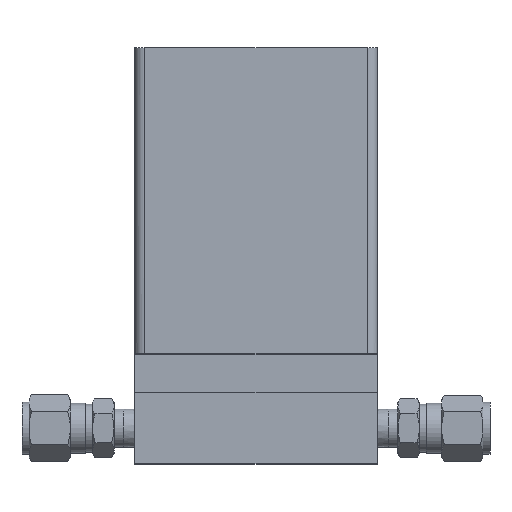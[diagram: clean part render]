
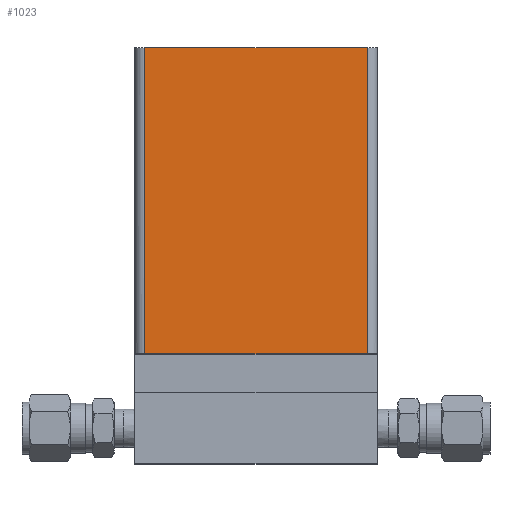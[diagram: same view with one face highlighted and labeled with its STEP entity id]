
A CAD part, top view. The second image highlights one B-rep face of the part: STEP entity #1023.
In plain terms, the highlighted planar face has unit normal (0, 0, 1).
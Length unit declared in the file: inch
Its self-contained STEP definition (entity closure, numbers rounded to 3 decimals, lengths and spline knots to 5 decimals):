
#57=DIRECTION('',(0.,-1.,0.));
#58=VECTOR('',#57,2.992);
#59=CARTESIAN_POINT('',(-1.0875,4.067,0.525));
#60=LINE('',#59,#58);
#61=DIRECTION('',(0.,-1.,0.));
#62=VECTOR('',#61,2.992);
#63=CARTESIAN_POINT('',(1.0875,4.067,0.525));
#64=LINE('',#63,#62);
#65=DIRECTION('',(1.,0.,0.));
#66=VECTOR('',#65,2.175);
#67=CARTESIAN_POINT('',(-1.0875,1.075,0.525));
#68=LINE('',#67,#66);
#459=DIRECTION('',(1.,0.,0.));
#460=VECTOR('',#459,2.175);
#461=CARTESIAN_POINT('',(-1.0875,4.067,0.525));
#462=LINE('',#461,#460);
#817=CARTESIAN_POINT('',(-1.0875,1.075,0.525));
#819=VERTEX_POINT('',#817);
#827=CARTESIAN_POINT('',(-1.0875,4.067,0.525));
#828=VERTEX_POINT('',#827);
#836=CARTESIAN_POINT('',(1.0875,1.075,0.525));
#838=VERTEX_POINT('',#836);
#839=CARTESIAN_POINT('',(1.0875,4.067,0.525));
#840=VERTEX_POINT('',#839);
#1008=CARTESIAN_POINT('',(-1.1875,0.,0.525));
#1009=DIRECTION('',(0.,0.,1.));
#1010=DIRECTION('',(1.,0.,0.));
#1011=AXIS2_PLACEMENT_3D('',#1008,#1009,#1010);
#1012=PLANE('',#1011);
#1014=ORIENTED_EDGE('',*,*,#1013,.F.);
#1016=ORIENTED_EDGE('',*,*,#1015,.T.);
#1018=ORIENTED_EDGE('',*,*,#1017,.T.);
#1020=ORIENTED_EDGE('',*,*,#1019,.F.);
#1021=EDGE_LOOP('',(#1014,#1016,#1018,#1020));
#1022=FACE_OUTER_BOUND('',#1021,.F.);
#1023=ADVANCED_FACE('',(#1022),#1012,.T.);
#1013=EDGE_CURVE('',#828,#819,#60,.T.);
#1015=EDGE_CURVE('',#828,#840,#462,.T.);
#1017=EDGE_CURVE('',#840,#838,#64,.T.);
#1019=EDGE_CURVE('',#819,#838,#68,.T.);
